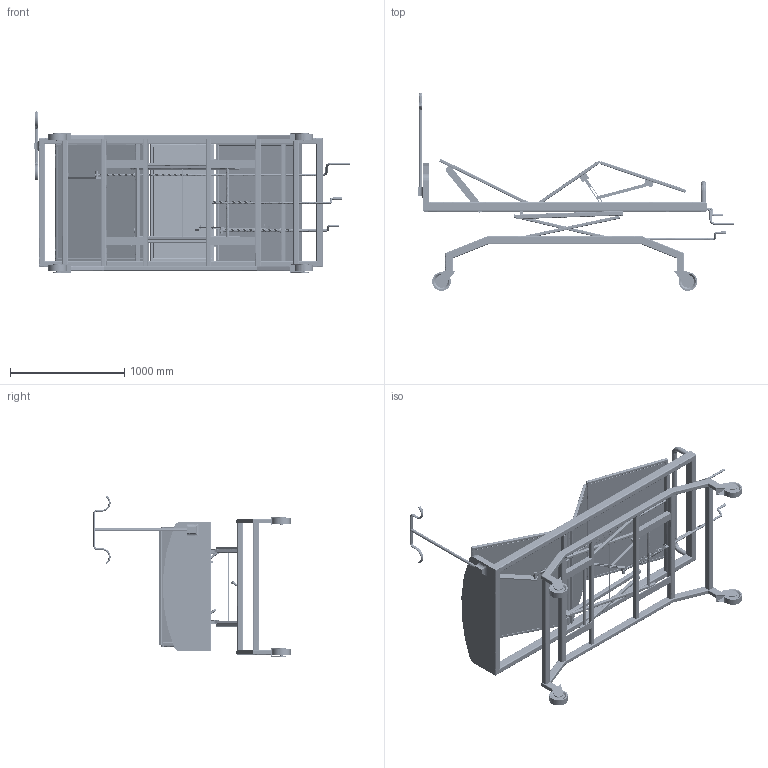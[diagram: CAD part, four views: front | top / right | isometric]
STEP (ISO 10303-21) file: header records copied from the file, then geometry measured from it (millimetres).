
FILE_DESCRIPTION(('FreeCAD Model'),'2;1');
FILE_NAME('Open CASCADE Shape Model','2025-04-29T08:03:16',('FreeCAD'),( 'FreeCAD'),'Open CASCADE STEP processor 7.6','FreeCAD','Unknown');
FILE_SCHEMA(('AUTOMOTIVE_DESIGN { 1 0 10303 214 1 1 1 1 }'));
Products named in the file (1): Open CASCADE STEP translator 7.6 1
Bounding box: 2762.48 x 1728.55 x 1410.3 mm (x, y, z)
Volume: 110015344.2 mm3; surface area: 18717591.5 mm2
Topology: 94 solids, 94 shells, 2421 faces, 6505 edges, 4302 vertices
Faces by surface type: bspline 2421
Entity records: 201100 total; most frequent: CARTESIAN_POINT 165436, ORIENTED_EDGE 13010, EDGE_CURVE 6505, VERTEX_POINT 4302, B_SPLINE_CURVE_WITH_KNOTS 3203, FACE_BOUND 2633, EDGE_LOOP 2633, ADVANCED_FACE 2421
